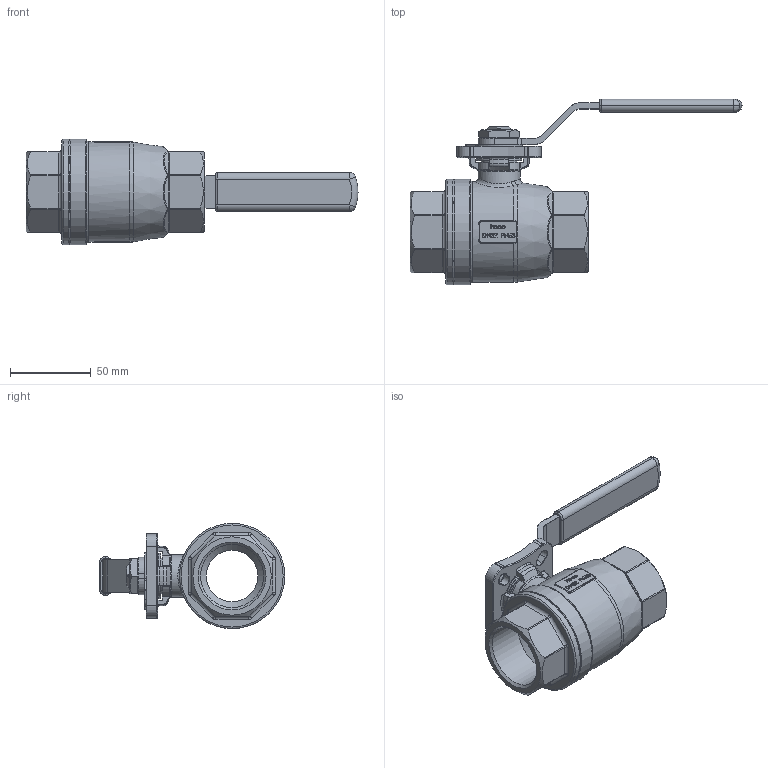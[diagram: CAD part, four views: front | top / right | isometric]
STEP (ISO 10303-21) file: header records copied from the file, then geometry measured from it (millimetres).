
FILE_DESCRIPTION (( 'STEP AP214' ), '1' );
FILE_NAME ('K2DA-114-4 Kugelhahn 2-teilig heco.STEP', '2015-05-22T08:31:00', ( 'test' ), ( '' ), 'SwSTEP 2.0', 'SolidWorks 2011', '' );
FILE_SCHEMA (( 'AUTOMOTIVE_DESIGN' ));
Length unit declared in the file: millimetre
Products named in the file (1): K2DA-114-4 Kugelhahn 2-teilig heco
Bounding box: 205 x 114.5 x 65 mm (x, y, z)
Volume: 226776.2 mm3; surface area: 54320.4 mm2
Topology: 1 solids, 1 shells, 1006 faces, 2574 edges, 1592 vertices
Faces by surface type: plane 356, bspline 286, cylinder 223, torus 111, cone 18, sphere 12
Full cylindrical faces by diameter (mm): 6 x1, 18 x1, 22 x1, 26 x1, 28 x2, 32 x2, 38.95 x2, 62 x1, 65 x2
Entity records: 52713 total; most frequent: CARTESIAN_POINT 19405, ORIENTED_EDGE 5018, DIRECTION 3962, EDGE_CURVE 2509, VERTEX_POINT 1578, AXIS2_PLACEMENT_3D 1376, VECTOR 1210, LINE 1210
